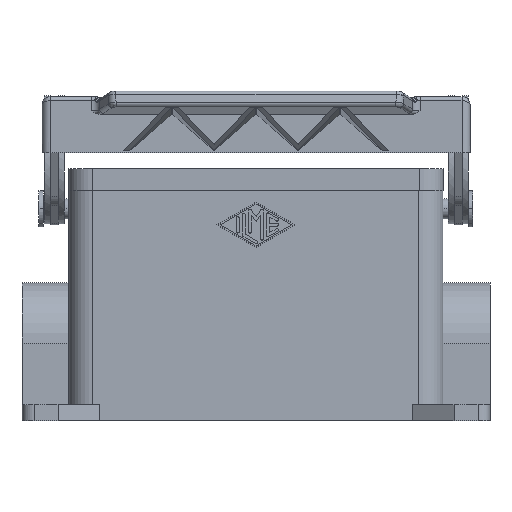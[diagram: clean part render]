
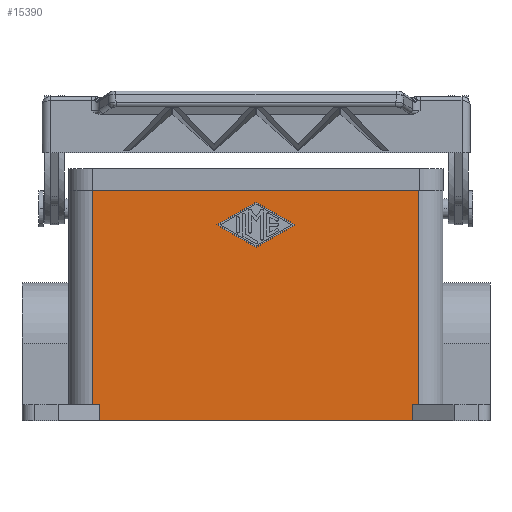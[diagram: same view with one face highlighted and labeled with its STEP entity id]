
A CAD part, front view. The second image highlights one B-rep face of the part: STEP entity #15390.
In plain terms, the highlighted planar face has unit normal (0, -1, 0).
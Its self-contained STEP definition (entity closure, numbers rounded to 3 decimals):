
#3320=CARTESIAN_POINT('',(39.5,-21.5,-34.));
#3330=DIRECTION('',(0.,-1.,0.));
#3340=DIRECTION('',(0.,0.,-1.));
#3350=AXIS2_PLACEMENT_3D('',#3320,#3330,#3340);
#3360=PLANE('',#3350);
#7020=CARTESIAN_POINT('',(39.13,-21.5,-34.));
#7030=VERTEX_POINT('',#7020);
#7060=CARTESIAN_POINT('',(39.13,-21.5,0.));
#7070=DIRECTION('',(0.,0.,1.));
#7080=VECTOR('',#7070,1.);
#7090=LINE('',#7060,#7080);
#7100=CARTESIAN_POINT('',(39.13,-21.5,-30.));
#7110=VERTEX_POINT('',#7100);
#7120=EDGE_CURVE('',#7030,#7110,#7090,.T.);
#7280=CARTESIAN_POINT('',(-39.13,-21.5,0.));
#7290=DIRECTION('',(0.,0.,-1.));
#7300=VECTOR('',#7290,1.);
#7310=LINE('',#7280,#7300);
#7320=CARTESIAN_POINT('',(-39.13,-21.5,-30.));
#7330=VERTEX_POINT('',#7320);
#7340=CARTESIAN_POINT('',(-39.13,-21.5,-34.));
#7350=VERTEX_POINT('',#7340);
#7360=EDGE_CURVE('',#7330,#7350,#7310,.T.);
#7730=CARTESIAN_POINT('',(-40.75,-21.5,23.5));
#7740=VERTEX_POINT('',#7730);
#8260=CARTESIAN_POINT('',(40.75,-21.5,23.5));
#8270=VERTEX_POINT('',#8260);
#8300=CARTESIAN_POINT('',(0.,-21.5,23.5));
#8310=DIRECTION('',(-1.,0.,0.));
#8320=VECTOR('',#8310,1.);
#8330=LINE('',#8300,#8320);
#8340=EDGE_CURVE('',#8270,#7740,#8330,.T.);
#14660=CARTESIAN_POINT('',(0.,-21.5,20.625));
#14670=DIRECTION('',(0.866,0.,0.5));
#14680=VECTOR('',#14670,1.);
#14690=LINE('',#14660,#14680);
#14700=CARTESIAN_POINT('',(-9.75,-21.5,15.));
#14710=VERTEX_POINT('',#14700);
#14720=CARTESIAN_POINT('',(0.,-21.5,20.625));
#14730=VERTEX_POINT('',#14720);
#14740=EDGE_CURVE('',#14710,#14730,#14690,.T.);
#14750=ORIENTED_EDGE('',*,*,#14740,.T.);
#14760=CARTESIAN_POINT('',(0.,-21.5,9.375));
#14770=DIRECTION('',(-0.866,0.,0.5));
#14780=VECTOR('',#14770,1.);
#14790=LINE('',#14760,#14780);
#14800=CARTESIAN_POINT('',(0.,-21.5,9.375));
#14810=VERTEX_POINT('',#14800);
#14820=EDGE_CURVE('',#14810,#14710,#14790,.T.);
#14830=ORIENTED_EDGE('',*,*,#14820,.T.);
#14840=CARTESIAN_POINT('',(0.,-21.5,9.375));
#14850=DIRECTION('',(-0.866,0.,-0.5));
#14860=VECTOR('',#14850,1.);
#14870=LINE('',#14840,#14860);
#14880=CARTESIAN_POINT('',(9.75,-21.5,15.));
#14890=VERTEX_POINT('',#14880);
#14900=EDGE_CURVE('',#14890,#14810,#14870,.T.);
#14910=ORIENTED_EDGE('',*,*,#14900,.T.);
#14920=CARTESIAN_POINT('',(0.,-21.5,20.625));
#14930=DIRECTION('',(0.866,0.,-0.5));
#14940=VECTOR('',#14930,1.);
#14950=LINE('',#14920,#14940);
#14960=EDGE_CURVE('',#14730,#14890,#14950,.T.);
#14970=ORIENTED_EDGE('',*,*,#14960,.T.);
#14980=EDGE_LOOP('',(#14970,#14910,#14830,#14750));
#14990=FACE_BOUND('',#14980,.T.);
#15000=ORIENTED_EDGE('',*,*,#8340,.T.);
#15010=CARTESIAN_POINT('',(40.75,-21.5,0.));
#15020=DIRECTION('',(0.,0.,-1.));
#15030=VECTOR('',#15020,1.);
#15040=LINE('',#15010,#15030);
#15050=CARTESIAN_POINT('',(40.75,-21.5,-30.));
#15060=VERTEX_POINT('',#15050);
#15070=EDGE_CURVE('',#8270,#15060,#15040,.T.);
#15080=ORIENTED_EDGE('',*,*,#15070,.F.);
#15090=CARTESIAN_POINT('',(42.5,-21.5,-30.));
#15100=DIRECTION('',(-1.,0.,0.));
#15110=VECTOR('',#15100,3.);
#15120=LINE('',#15090,#15110);
#15130=EDGE_CURVE('',#15060,#7110,#15120,.T.);
#15140=ORIENTED_EDGE('',*,*,#15130,.F.);
#15150=ORIENTED_EDGE('',*,*,#7120,.T.);
#15160=CARTESIAN_POINT('',(39.5,-21.5,-34.));
#15170=DIRECTION('',(-1.,0.,0.));
#15180=VECTOR('',#15170,79.);
#15190=LINE('',#15160,#15180);
#15200=EDGE_CURVE('',#7030,#7350,#15190,.T.);
#15210=ORIENTED_EDGE('',*,*,#15200,.F.);
#15220=ORIENTED_EDGE('',*,*,#7360,.T.);
#15230=CARTESIAN_POINT('',(-39.5,-21.5,-30.));
#15240=DIRECTION('',(-1.,0.,0.));
#15250=VECTOR('',#15240,3.);
#15260=LINE('',#15230,#15250);
#15270=CARTESIAN_POINT('',(-40.75,-21.5,-30.));
#15280=VERTEX_POINT('',#15270);
#15290=EDGE_CURVE('',#7330,#15280,#15260,.T.);
#15300=ORIENTED_EDGE('',*,*,#15290,.F.);
#15310=CARTESIAN_POINT('',(-40.75,-21.5,0.));
#15320=DIRECTION('',(0.,0.,-1.));
#15330=VECTOR('',#15320,1.);
#15340=LINE('',#15310,#15330);
#15350=EDGE_CURVE('',#7740,#15280,#15340,.T.);
#15360=ORIENTED_EDGE('',*,*,#15350,.T.);
#15370=EDGE_LOOP('',(#15360,#15300,#15220,#15210,#15150,#15140,#15080,
#15000));
#15380=FACE_OUTER_BOUND('',#15370,.T.);
#15390=ADVANCED_FACE('',(#14990,#15380),#3360,.T.);
